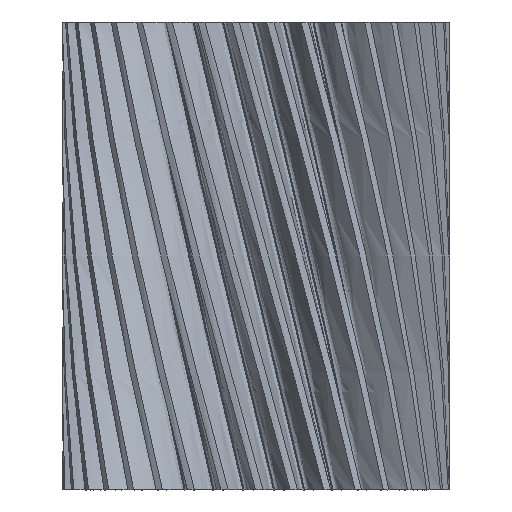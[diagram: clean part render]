
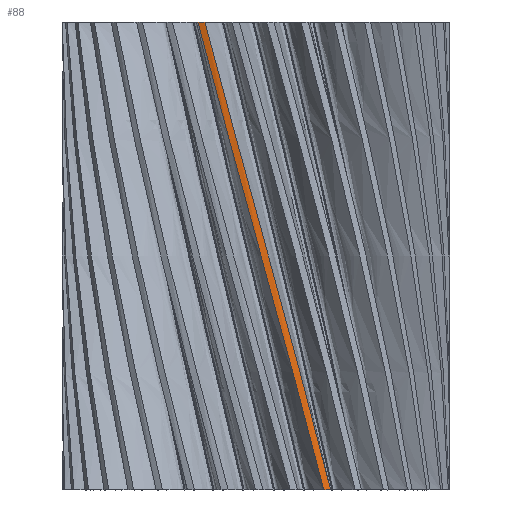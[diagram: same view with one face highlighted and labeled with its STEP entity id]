
A CAD part, left-side view. The second image highlights one B-rep face of the part: STEP entity #88.
In plain terms, the highlighted cylindrical face has radius 28.612 mm (diameter 57.223 mm), a partial arc.
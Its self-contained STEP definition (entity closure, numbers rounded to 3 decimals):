
#88 = ADVANCED_FACE( '', ( #279 ), #280, .T. );
#279 = FACE_OUTER_BOUND( '', #1943, .T. );
#280 = CYLINDRICAL_SURFACE( '', #1944, 28.612 );
#1943 = EDGE_LOOP( '', ( #19545, #19546, #19547, #19548, #19549, #19550 ) );
#1944 = AXIS2_PLACEMENT_3D( '', #19551, #19552, #19553 );
#19545 = ORIENTED_EDGE( '', *, *, #20822, .F. );
#19546 = ORIENTED_EDGE( '', *, *, #20743, .T. );
#19547 = ORIENTED_EDGE( '', *, *, #20823, .F. );
#19548 = ORIENTED_EDGE( '', *, *, #20824, .F. );
#19549 = ORIENTED_EDGE( '', *, *, #20825, .T. );
#19550 = ORIENTED_EDGE( '', *, *, #20826, .F. );
#19551 = CARTESIAN_POINT( '', ( 0., 0., -34.5 ) );
#19552 = DIRECTION( '', ( 0., 0., -1. ) );
#19553 = DIRECTION( '', ( -1., 0., 0. ) );
#20743 = EDGE_CURVE( '', #21480, #21478, #21481, .T. );
#20822 = EDGE_CURVE( '', #21480, #21625, #21626, .F. );
#20823 = EDGE_CURVE( '', #21627, #21478, #21628, .F. );
#20824 = EDGE_CURVE( '', #21629, #21627, #21630, .F. );
#20825 = EDGE_CURVE( '', #21629, #21631, #21632, .T. );
#20826 = EDGE_CURVE( '', #21625, #21631, #21633, .F. );
#21478 = VERTEX_POINT( '', #24166 );
#21480 = VERTEX_POINT( '', #24189 );
#21481 = CIRCLE( '', #24190, 28.612 );
#21625 = VERTEX_POINT( '', #25047 );
#21626 = B_SPLINE_CURVE_WITH_KNOTS( '', 3, ( #25048, #25049, #25050, #25051 ), .UNSPECIFIED., .F., .F., ( 4, 4 ), ( 0., 1. ), .UNSPECIFIED. );
#21627 = VERTEX_POINT( '', #25052 );
#21628 = B_SPLINE_CURVE_WITH_KNOTS( '', 3, ( #25053, #25054, #25055, #25056 ), .UNSPECIFIED., .F., .F., ( 4, 4 ), ( 0., 1. ), .UNSPECIFIED. );
#21629 = VERTEX_POINT( '', #25057 );
#21630 = B_SPLINE_CURVE_WITH_KNOTS( '', 3, ( #25058, #25059, #25060, #25061 ), .UNSPECIFIED., .F., .F., ( 4, 4 ), ( 0., 1. ), .UNSPECIFIED. );
#21631 = VERTEX_POINT( '', #25062 );
#21632 = CIRCLE( '', #25063, 28.612 );
#21633 = B_SPLINE_CURVE_WITH_KNOTS( '', 3, ( #25064, #25065, #25066, #25067 ), .UNSPECIFIED., .F., .F., ( 4, 4 ), ( 0., 1. ), .UNSPECIFIED. );
#24166 = CARTESIAN_POINT( '', ( -26.42, -10.983, -34.5 ) );
#24189 = CARTESIAN_POINT( '', ( -26.818, -9.97, -34.5 ) );
#24190 = AXIS2_PLACEMENT_3D( '', #28453, #28454, #28455 );
#25047 = CARTESIAN_POINT( '', ( -28.602, -0.74, 0. ) );
#25048 = CARTESIAN_POINT( '', ( -28.602, -0.74, 0. ) );
#25049 = CARTESIAN_POINT( '', ( -28.521, -3.887, -11.5 ) );
#25050 = CARTESIAN_POINT( '', ( -27.915, -7.019, -23. ) );
#25051 = CARTESIAN_POINT( '', ( -26.818, -9.97, -34.5 ) );
#25052 = CARTESIAN_POINT( '', ( -28.553, -1.827, 0. ) );
#25053 = CARTESIAN_POINT( '', ( -26.42, -10.983, -34.5 ) );
#25054 = CARTESIAN_POINT( '', ( -27.628, -8.076, -23. ) );
#25055 = CARTESIAN_POINT( '', ( -28.352, -4.969, -11.5 ) );
#25056 = CARTESIAN_POINT( '', ( -28.553, -1.827, 0. ) );
#25057 = CARTESIAN_POINT( '', ( -27.604, 7.526, 34.5 ) );
#25058 = CARTESIAN_POINT( '', ( -28.553, -1.827, 0. ) );
#25059 = CARTESIAN_POINT( '', ( -28.754, 1.314, 11.5 ) );
#25060 = CARTESIAN_POINT( '', ( -28.432, 4.489, 23. ) );
#25061 = CARTESIAN_POINT( '', ( -27.604, 7.526, 34.5 ) );
#25062 = CARTESIAN_POINT( '', ( -27.298, 8.57, 34.5 ) );
#25063 = AXIS2_PLACEMENT_3D( '', #28483, #28484, #28485 );
#25064 = CARTESIAN_POINT( '', ( -27.298, 8.57, 34.5 ) );
#25065 = CARTESIAN_POINT( '', ( -28.241, 5.567, 23. ) );
#25066 = CARTESIAN_POINT( '', ( -28.683, 2.407, 11.5 ) );
#25067 = CARTESIAN_POINT( '', ( -28.602, -0.74, 0. ) );
#28453 = CARTESIAN_POINT( '', ( 0., 0., -34.5 ) );
#28454 = DIRECTION( '', ( 0., 0., 1. ) );
#28455 = DIRECTION( '', ( -1., 0., 0. ) );
#28483 = CARTESIAN_POINT( '', ( 0., 0., 34.5 ) );
#28484 = DIRECTION( '', ( 0., 0., -1. ) );
#28485 = DIRECTION( '', ( -1., 0., 0. ) );
